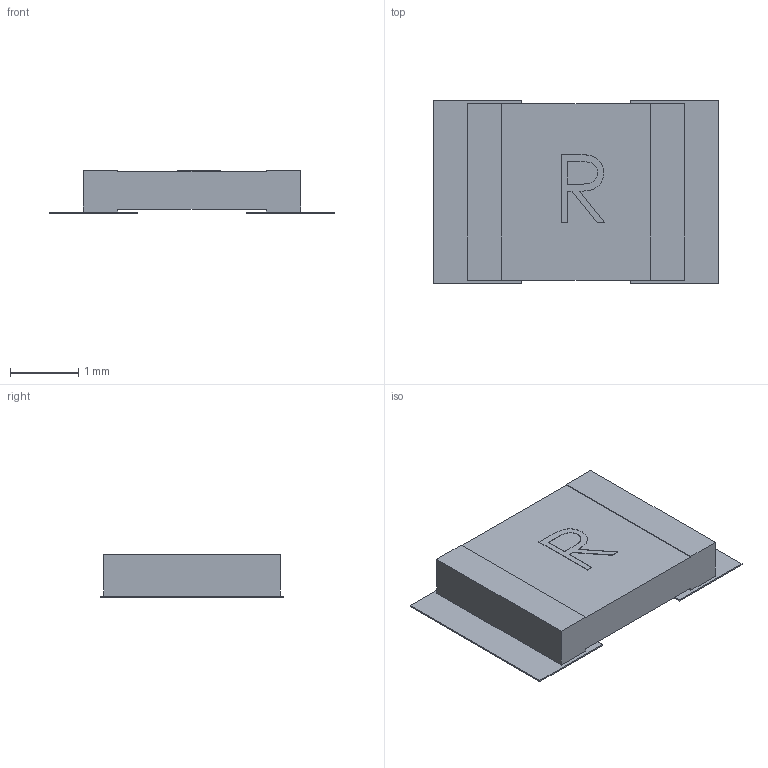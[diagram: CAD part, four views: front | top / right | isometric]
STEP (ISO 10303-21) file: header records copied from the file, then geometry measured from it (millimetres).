
FILE_DESCRIPTION (( 'STEP AP214' ), '1' );
FILE_NAME ('User Library-res1210.STEP', '2010-10-18T12:48:02', ( 'SysAdmin' ), ( 'SolidWorks' ), 'SwSTEP 2.0', 'SolidWorks 2010', '' );
FILE_SCHEMA (( 'AUTOMOTIVE_DESIGN' ));
Length unit declared in the file: millimetre
Products named in the file (3): User Library-res1210_pad_1210_??; User Library-res1210; User Library-res1210_res1210_body_??
Assembly tree (2 placements, depth 2):
  User Library-res1210
    User Library-res1210_res1210_body_??
    User Library-res1210_pad_1210_??
Bounding box: 4.2 x 2.7 x 0.63 mm (x, y, z)
Volume: 4.9 mm3; surface area: 38.1 mm2
Topology: 3 solids, 3 shells, 44 faces, 108 edges, 72 vertices
Faces by surface type: plane 39, bspline 5
Entity records: 2160 total; most frequent: CARTESIAN_POINT 736, ORIENTED_EDGE 216, DIRECTION 186, EDGE_CURVE 108, VECTOR 98, LINE 98, VERTEX_POINT 72, EDGE_LOOP 46
